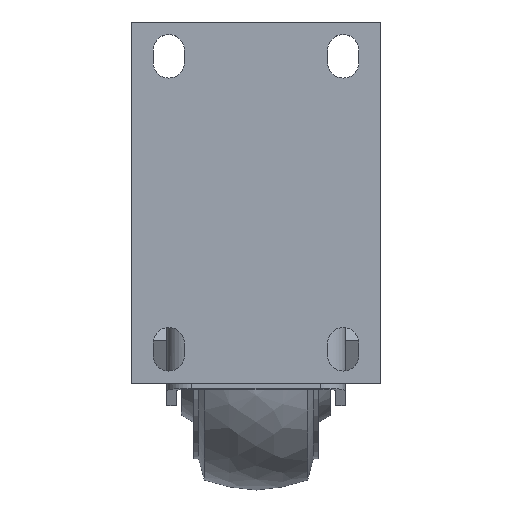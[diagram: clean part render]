
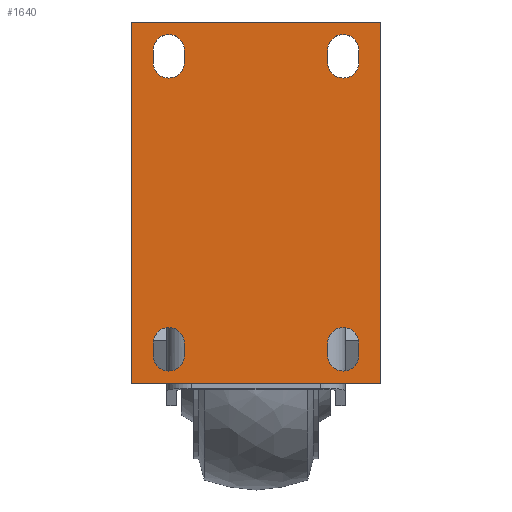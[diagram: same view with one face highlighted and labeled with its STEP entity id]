
A CAD part, top view. The second image highlights one B-rep face of the part: STEP entity #1640.
In plain terms, the highlighted face is planar.
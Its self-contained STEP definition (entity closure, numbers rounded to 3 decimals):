
#92=FACE_BOUND('',#328,.T.);
#93=FACE_BOUND('',#329,.T.);
#94=FACE_BOUND('',#330,.T.);
#95=FACE_BOUND('',#331,.T.);
#114=PLANE('',#1810);
#213=FACE_OUTER_BOUND('',#327,.T.);
#327=EDGE_LOOP('',(#1237,#1238,#1239,#1240));
#328=EDGE_LOOP('',(#1241,#1242,#1243,#1244));
#329=EDGE_LOOP('',(#1245,#1246,#1247,#1248));
#330=EDGE_LOOP('',(#1249,#1250,#1251,#1252));
#331=EDGE_LOOP('',(#1253,#1254,#1255,#1256));
#437=LINE('',#2744,#539);
#440=LINE('',#2749,#542);
#442=LINE('',#2753,#544);
#444=LINE('',#2756,#546);
#445=LINE('',#2762,#547);
#446=LINE('',#2765,#548);
#447=LINE('',#2770,#549);
#448=LINE('',#2773,#550);
#449=LINE('',#2778,#551);
#450=LINE('',#2781,#552);
#451=LINE('',#2786,#553);
#452=LINE('',#2789,#554);
#539=VECTOR('',#2099,1000.);
#542=VECTOR('',#2104,1000.);
#544=VECTOR('',#2108,1000.);
#546=VECTOR('',#2112,1000.);
#547=VECTOR('',#2117,1000.);
#548=VECTOR('',#2120,1000.);
#549=VECTOR('',#2123,1000.);
#550=VECTOR('',#2126,1000.);
#551=VECTOR('',#2129,1000.);
#552=VECTOR('',#2132,1000.);
#553=VECTOR('',#2135,1000.);
#554=VECTOR('',#2138,1000.);
#662=CIRCLE('',#1811,3.969);
#663=CIRCLE('',#1812,3.969);
#664=CIRCLE('',#1813,3.969);
#665=CIRCLE('',#1814,3.969);
#666=CIRCLE('',#1815,3.969);
#667=CIRCLE('',#1816,3.969);
#668=CIRCLE('',#1817,3.969);
#669=CIRCLE('',#1818,3.969);
#769=VERTEX_POINT('',#2742);
#770=VERTEX_POINT('',#2743);
#771=VERTEX_POINT('',#2748);
#772=VERTEX_POINT('',#2752);
#773=VERTEX_POINT('',#2758);
#774=VERTEX_POINT('',#2759);
#775=VERTEX_POINT('',#2761);
#776=VERTEX_POINT('',#2763);
#777=VERTEX_POINT('',#2766);
#778=VERTEX_POINT('',#2767);
#779=VERTEX_POINT('',#2769);
#780=VERTEX_POINT('',#2771);
#781=VERTEX_POINT('',#2774);
#782=VERTEX_POINT('',#2775);
#783=VERTEX_POINT('',#2777);
#784=VERTEX_POINT('',#2779);
#785=VERTEX_POINT('',#2782);
#786=VERTEX_POINT('',#2783);
#787=VERTEX_POINT('',#2785);
#788=VERTEX_POINT('',#2787);
#940=EDGE_CURVE('',#769,#770,#437,.T.);
#943=EDGE_CURVE('',#771,#769,#440,.T.);
#945=EDGE_CURVE('',#772,#771,#442,.T.);
#947=EDGE_CURVE('',#770,#772,#444,.T.);
#948=EDGE_CURVE('',#773,#774,#662,.T.);
#949=EDGE_CURVE('',#775,#773,#445,.T.);
#950=EDGE_CURVE('',#776,#775,#663,.T.);
#951=EDGE_CURVE('',#774,#776,#446,.T.);
#952=EDGE_CURVE('',#777,#778,#664,.T.);
#953=EDGE_CURVE('',#779,#777,#447,.T.);
#954=EDGE_CURVE('',#780,#779,#665,.T.);
#955=EDGE_CURVE('',#778,#780,#448,.T.);
#956=EDGE_CURVE('',#781,#782,#666,.T.);
#957=EDGE_CURVE('',#783,#781,#449,.T.);
#958=EDGE_CURVE('',#784,#783,#667,.T.);
#959=EDGE_CURVE('',#782,#784,#450,.T.);
#960=EDGE_CURVE('',#785,#786,#668,.T.);
#961=EDGE_CURVE('',#787,#785,#451,.T.);
#962=EDGE_CURVE('',#788,#787,#669,.T.);
#963=EDGE_CURVE('',#786,#788,#452,.T.);
#1237=ORIENTED_EDGE('',*,*,#940,.T.);
#1238=ORIENTED_EDGE('',*,*,#947,.T.);
#1239=ORIENTED_EDGE('',*,*,#945,.T.);
#1240=ORIENTED_EDGE('',*,*,#943,.T.);
#1241=ORIENTED_EDGE('',*,*,#948,.F.);
#1242=ORIENTED_EDGE('',*,*,#949,.F.);
#1243=ORIENTED_EDGE('',*,*,#950,.F.);
#1244=ORIENTED_EDGE('',*,*,#951,.F.);
#1245=ORIENTED_EDGE('',*,*,#952,.F.);
#1246=ORIENTED_EDGE('',*,*,#953,.F.);
#1247=ORIENTED_EDGE('',*,*,#954,.F.);
#1248=ORIENTED_EDGE('',*,*,#955,.F.);
#1249=ORIENTED_EDGE('',*,*,#956,.F.);
#1250=ORIENTED_EDGE('',*,*,#957,.F.);
#1251=ORIENTED_EDGE('',*,*,#958,.F.);
#1252=ORIENTED_EDGE('',*,*,#959,.F.);
#1253=ORIENTED_EDGE('',*,*,#960,.F.);
#1254=ORIENTED_EDGE('',*,*,#961,.F.);
#1255=ORIENTED_EDGE('',*,*,#962,.F.);
#1256=ORIENTED_EDGE('',*,*,#963,.F.);
#1640=ADVANCED_FACE('',(#213,#92,#93,#94,#95),#114,.T.);
#1810=AXIS2_PLACEMENT_3D('',#2757,#2113,#2114);
#1811=AXIS2_PLACEMENT_3D('',#2760,#2115,#2116);
#1812=AXIS2_PLACEMENT_3D('',#2764,#2118,#2119);
#1813=AXIS2_PLACEMENT_3D('',#2768,#2121,#2122);
#1814=AXIS2_PLACEMENT_3D('',#2772,#2124,#2125);
#1815=AXIS2_PLACEMENT_3D('',#2776,#2127,#2128);
#1816=AXIS2_PLACEMENT_3D('',#2780,#2130,#2131);
#1817=AXIS2_PLACEMENT_3D('',#2784,#2133,#2134);
#1818=AXIS2_PLACEMENT_3D('',#2788,#2136,#2137);
#2099=DIRECTION('',(0.,0.,1.));
#2104=DIRECTION('',(-1.,0.,0.));
#2108=DIRECTION('',(0.,0.,-1.));
#2112=DIRECTION('',(1.,0.,0.));
#2113=DIRECTION('center_axis',(0.,1.,0.));
#2114=DIRECTION('ref_axis',(0.,0.,1.));
#2115=DIRECTION('center_axis',(0.,1.,0.));
#2116=DIRECTION('ref_axis',(0.,0.,1.));
#2117=DIRECTION('',(1.,0.,0.));
#2118=DIRECTION('center_axis',(0.,1.,0.));
#2119=DIRECTION('ref_axis',(0.,0.,1.));
#2120=DIRECTION('',(-1.,0.,0.));
#2121=DIRECTION('center_axis',(0.,1.,0.));
#2122=DIRECTION('ref_axis',(0.,0.,-1.));
#2123=DIRECTION('',(-1.,0.,0.));
#2124=DIRECTION('center_axis',(0.,1.,0.));
#2125=DIRECTION('ref_axis',(0.,0.,-1.));
#2126=DIRECTION('',(1.,0.,0.));
#2127=DIRECTION('center_axis',(0.,1.,0.));
#2128=DIRECTION('ref_axis',(0.,0.,-1.));
#2129=DIRECTION('',(1.,0.,0.));
#2130=DIRECTION('center_axis',(0.,1.,0.));
#2131=DIRECTION('ref_axis',(0.,0.,-1.));
#2132=DIRECTION('',(-1.,0.,0.));
#2133=DIRECTION('center_axis',(0.,1.,0.));
#2134=DIRECTION('ref_axis',(0.,0.,1.));
#2135=DIRECTION('',(-1.,0.,0.));
#2136=DIRECTION('center_axis',(0.,1.,0.));
#2137=DIRECTION('ref_axis',(0.,0.,1.));
#2138=DIRECTION('',(1.,0.,0.));
#2742=CARTESIAN_POINT('',(-46.038,0.,-31.75));
#2743=CARTESIAN_POINT('',(-46.038,0.,31.75));
#2744=CARTESIAN_POINT('',(-46.038,0.,-31.75));
#2748=CARTESIAN_POINT('',(46.038,0.,-31.75));
#2749=CARTESIAN_POINT('',(-46.038,0.,-31.75));
#2752=CARTESIAN_POINT('',(46.038,0.,31.75));
#2753=CARTESIAN_POINT('',(46.038,0.,-31.75));
#2756=CARTESIAN_POINT('',(-46.038,0.,31.75));
#2757=CARTESIAN_POINT('Origin',(-46.038,0.,31.75));
#2758=CARTESIAN_POINT('',(-35.719,0.,26.194));
#2759=CARTESIAN_POINT('',(-35.719,0.,18.256));
#2760=CARTESIAN_POINT('Origin',(-35.719,0.,22.225));
#2761=CARTESIAN_POINT('',(-38.894,0.,26.194));
#2762=CARTESIAN_POINT('',(-35.719,0.,26.194));
#2763=CARTESIAN_POINT('',(-38.894,0.,18.256));
#2764=CARTESIAN_POINT('Origin',(-38.894,0.,22.225));
#2765=CARTESIAN_POINT('',(-35.719,0.,18.256));
#2766=CARTESIAN_POINT('',(35.719,0.,18.256));
#2767=CARTESIAN_POINT('',(35.719,0.,26.194));
#2768=CARTESIAN_POINT('Origin',(35.719,0.,22.225));
#2769=CARTESIAN_POINT('',(38.894,0.,18.256));
#2770=CARTESIAN_POINT('',(35.719,0.,18.256));
#2771=CARTESIAN_POINT('',(38.894,0.,26.194));
#2772=CARTESIAN_POINT('Origin',(38.894,0.,22.225));
#2773=CARTESIAN_POINT('',(35.719,0.,26.194));
#2774=CARTESIAN_POINT('',(-35.719,0.,-18.256));
#2775=CARTESIAN_POINT('',(-35.719,0.,-26.194));
#2776=CARTESIAN_POINT('Origin',(-35.719,0.,-22.225));
#2777=CARTESIAN_POINT('',(-38.894,0.,-18.256));
#2778=CARTESIAN_POINT('',(-35.719,0.,-18.256));
#2779=CARTESIAN_POINT('',(-38.894,0.,-26.194));
#2780=CARTESIAN_POINT('Origin',(-38.894,0.,-22.225));
#2781=CARTESIAN_POINT('',(-35.719,0.,-26.194));
#2782=CARTESIAN_POINT('',(35.719,0.,-26.194));
#2783=CARTESIAN_POINT('',(35.719,0.,-18.256));
#2784=CARTESIAN_POINT('Origin',(35.719,0.,-22.225));
#2785=CARTESIAN_POINT('',(38.894,0.,-26.194));
#2786=CARTESIAN_POINT('',(35.719,0.,-26.194));
#2787=CARTESIAN_POINT('',(38.894,0.,-18.256));
#2788=CARTESIAN_POINT('Origin',(38.894,0.,-22.225));
#2789=CARTESIAN_POINT('',(35.719,0.,-18.256));
